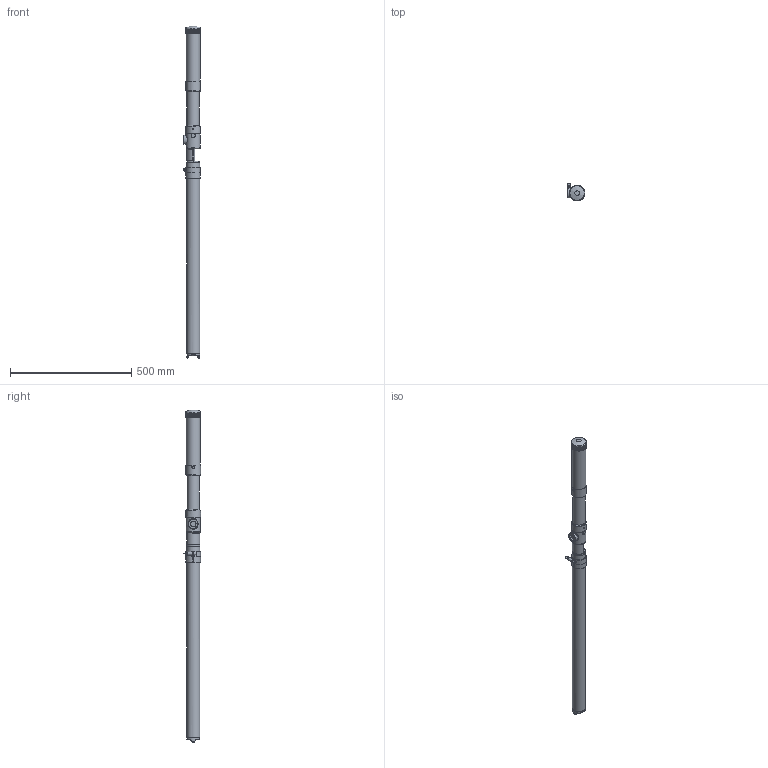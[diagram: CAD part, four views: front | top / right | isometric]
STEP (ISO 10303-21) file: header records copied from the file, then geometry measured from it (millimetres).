
FILE_DESCRIPTION(/* description */ (''),/* implementation_level */ '2;1');
FILE_NAME(/* name */ '612041-X_BF',/* time_stamp */ '2016-05-03T11:08:09-04:00',/* author */ (''),/* organization */ (''),/* preprocessor_version */ 'ST-DEVELOPER v9',/* originating_system */ 'UGS - NX 4.0',/* authorisation */ '');
FILE_SCHEMA (('CONFIG_CONTROL_DESIGN'));
Length unit declared in the file: inch
Products named in the file (1): szeeD4CDlt9j
Bounding box: 73.03 x 73.57 x 1370.03 mm (x, y, z)
Volume: 3222305.1 mm3; surface area: 276209.5 mm2
Topology: 2 solids, 2 shells, 594 faces, 1651 edges, 1067 vertices
Faces by surface type: plane 425, cylinder 62, bspline 60, torus 30, cone 9, sphere 7, extrusion 1
Full cylindrical faces by diameter (mm): 4.064 x1, 5.319 x1, 6.35 x1, 7.518 x2, 10.719 x1, 11.557 x1, 12.7 x3, 17.475 x2, 22.225 x1, 23.127 x1, 38.1 x1, 50.8 x1, 53.188 x1, 54.737 x1, 54.762 x1, 57.15 x1, 57.531 x1, 58.737 x1, 60.325 x2, 63.5 x1
Entity records: 21247 total; most frequent: CARTESIAN_POINT 7000, ORIENTED_EDGE 3136, DIRECTION 2702, EDGE_CURVE 1568, VERTEX_POINT 1035, AXIS2_PLACEMENT_3D 999, VECTOR 704, LINE 703
